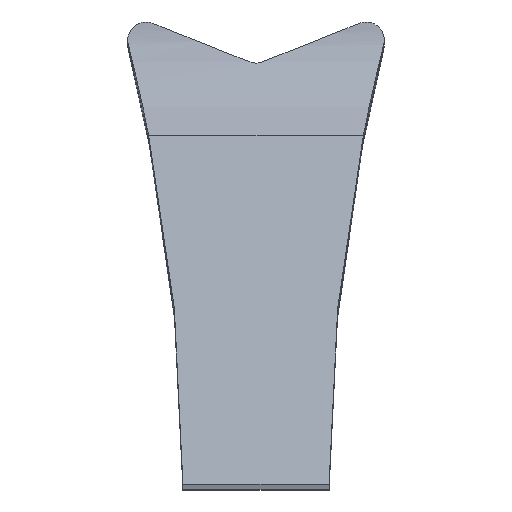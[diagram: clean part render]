
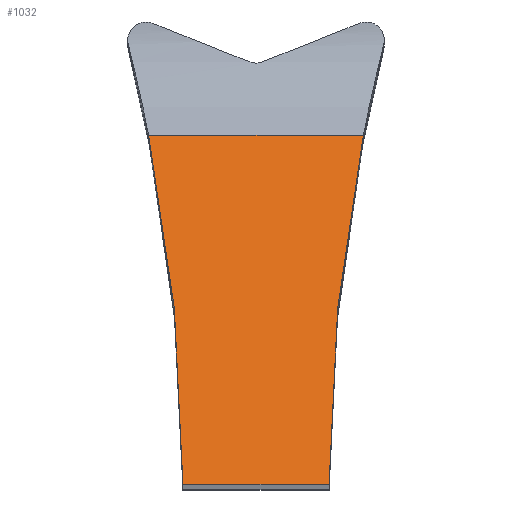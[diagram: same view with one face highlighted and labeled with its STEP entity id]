
A CAD part, top view. The second image highlights one B-rep face of the part: STEP entity #1032.
In plain terms, the highlighted planar face has unit normal (0, 0.312, 0.95).
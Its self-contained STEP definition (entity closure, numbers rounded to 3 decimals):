
#12 = CARTESIAN_POINT ( 'NONE',  ( -4.628, 12.82, 85.786 ) ) ;
#56 = LINE ( 'NONE', #96, #1140 ) ;
#69 = FACE_OUTER_BOUND ( 'NONE', #102, .T. ) ;
#75 = EDGE_CURVE ( 'NONE', #529, #190, #212, .T. ) ;
#77 = ORIENTED_EDGE ( 'NONE', *, *, #156, .T. ) ;
#81 = DIRECTION ( 'NONE',  ( 0., 0.312, 0.95 ) ) ;
#96 = CARTESIAN_POINT ( 'NONE',  ( 0., 0., 90. ) ) ;
#102 = EDGE_LOOP ( 'NONE', ( #664, #77, #356, #767 ) ) ;
#156 = EDGE_CURVE ( 'NONE', #654, #529, #1085, .T. ) ;
#190 = VERTEX_POINT ( 'NONE', #922 ) ;
#212 = LINE ( 'NONE', #541, #278 ) ;
#259 = CARTESIAN_POINT ( 'NONE',  ( 4., 0., 90. ) ) ;
#270 = CARTESIAN_POINT ( 'NONE',  ( 5.877, 19.122, 83.715 ) ) ;
#278 = VECTOR ( 'NONE', #1062, 1000. ) ;
#334 = CARTESIAN_POINT ( 'NONE',  ( -4., 0., 90. ) ) ;
#356 = ORIENTED_EDGE ( 'NONE', *, *, #75, .T. ) ;
#380 = CARTESIAN_POINT ( 'NONE',  ( 4., 6.425, 87.888 ) ) ;
#381 =( BOUNDED_CURVE ( )  B_SPLINE_CURVE ( 3, ( #334, #417, #12, #849 ),
 .UNSPECIFIED., .F., .T. ) 
 B_SPLINE_CURVE_WITH_KNOTS ( ( 4, 4 ),
 ( 4.712, 4.908 ),
 .UNSPECIFIED. ) 
 CURVE ( )  GEOMETRIC_REPRESENTATION_ITEM ( )  RATIONAL_B_SPLINE_CURVE ( ( 1., 0.997, 0.997, 1. ) ) 
 REPRESENTATION_ITEM ( '' )  );
#403 = EDGE_CURVE ( 'NONE', #440, #654, #56, .T. ) ;
#417 = CARTESIAN_POINT ( 'NONE',  ( -4., 6.425, 87.888 ) ) ;
#440 = VERTEX_POINT ( 'NONE', #634 ) ;
#486 = CARTESIAN_POINT ( 'NONE',  ( 4., 0., 90. ) ) ;
#504 = PLANE ( 'NONE',  #672 ) ;
#529 = VERTEX_POINT ( 'NONE', #740 ) ;
#541 = CARTESIAN_POINT ( 'NONE',  ( 7.5, 19.122, 83.715 ) ) ;
#611 = CARTESIAN_POINT ( 'NONE',  ( 7.5, 0., 90. ) ) ;
#627 = DIRECTION ( 'NONE',  ( 1., 0., 0. ) ) ;
#634 = CARTESIAN_POINT ( 'NONE',  ( -4., 0., 90. ) ) ;
#654 = VERTEX_POINT ( 'NONE', #259 ) ;
#664 = ORIENTED_EDGE ( 'NONE', *, *, #403, .T. ) ;
#672 = AXIS2_PLACEMENT_3D ( 'NONE', #611, #81, #920 ) ;
#740 = CARTESIAN_POINT ( 'NONE',  ( 5.877, 19.122, 83.715 ) ) ;
#767 = ORIENTED_EDGE ( 'NONE', *, *, #1096, .F. ) ;
#818 = CARTESIAN_POINT ( 'NONE',  ( 4.628, 12.82, 85.786 ) ) ;
#849 = CARTESIAN_POINT ( 'NONE',  ( -5.877, 19.122, 83.715 ) ) ;
#920 = DIRECTION ( 'NONE',  ( 0., -0.95, 0.312 ) ) ;
#922 = CARTESIAN_POINT ( 'NONE',  ( -5.877, 19.122, 83.715 ) ) ;
#1032 = ADVANCED_FACE ( 'NONE', ( #69 ), #504, .T. ) ;
#1062 = DIRECTION ( 'NONE',  ( -1., 0., 0. ) ) ;
#1085 =( BOUNDED_CURVE ( )  B_SPLINE_CURVE ( 3, ( #486, #380, #818, #270 ),
 .UNSPECIFIED., .F., .T. ) 
 B_SPLINE_CURVE_WITH_KNOTS ( ( 4, 4 ),
 ( 4.712, 4.908 ),
 .UNSPECIFIED. ) 
 CURVE ( )  GEOMETRIC_REPRESENTATION_ITEM ( )  RATIONAL_B_SPLINE_CURVE ( ( 1., 0.997, 0.997, 1. ) ) 
 REPRESENTATION_ITEM ( '' )  );
#1096 = EDGE_CURVE ( 'NONE', #440, #190, #381, .T. ) ;
#1140 = VECTOR ( 'NONE', #627, 1000. ) ;
